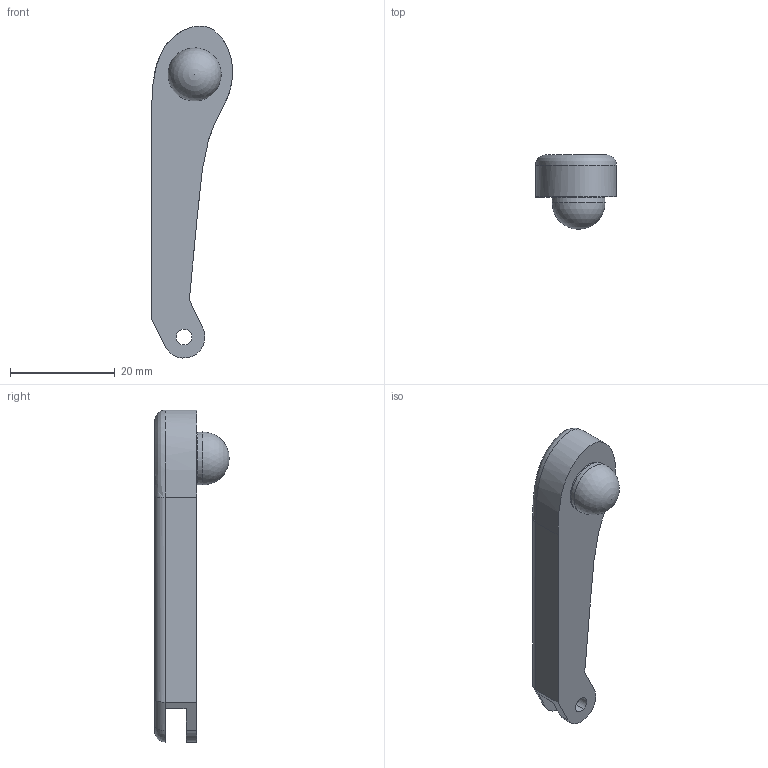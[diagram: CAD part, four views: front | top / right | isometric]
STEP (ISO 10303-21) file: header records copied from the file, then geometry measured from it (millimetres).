
FILE_DESCRIPTION (( 'STEP AP214' ), '1' );
FILE_NAME ('UpperLeftLeg.STEP', '2024-12-03T14:38:52', ( '' ), ( '' ), 'SwSTEP 2.0', 'SolidWorks 2024', '' );
FILE_SCHEMA (( 'AUTOMOTIVE_DESIGN' ));
Length unit declared in the file: millimetre
Products named in the file (1): UpperLeftLeg
Bounding box: 15.51 x 14.25 x 63.5 mm (x, y, z)
Volume: 5062.3 mm3; surface area: 2467.2 mm2
Topology: 1 solids, 1 shells, 27 faces, 69 edges, 44 vertices
Faces by surface type: cylinder 12, plane 9, sphere 2, bspline 2, torus 2
Entity records: 1215 total; most frequent: CARTESIAN_POINT 544, DIRECTION 139, ORIENTED_EDGE 130, EDGE_CURVE 65, AXIS2_PLACEMENT_3D 53, VERTEX_POINT 42, EDGE_LOOP 33, LINE 33
